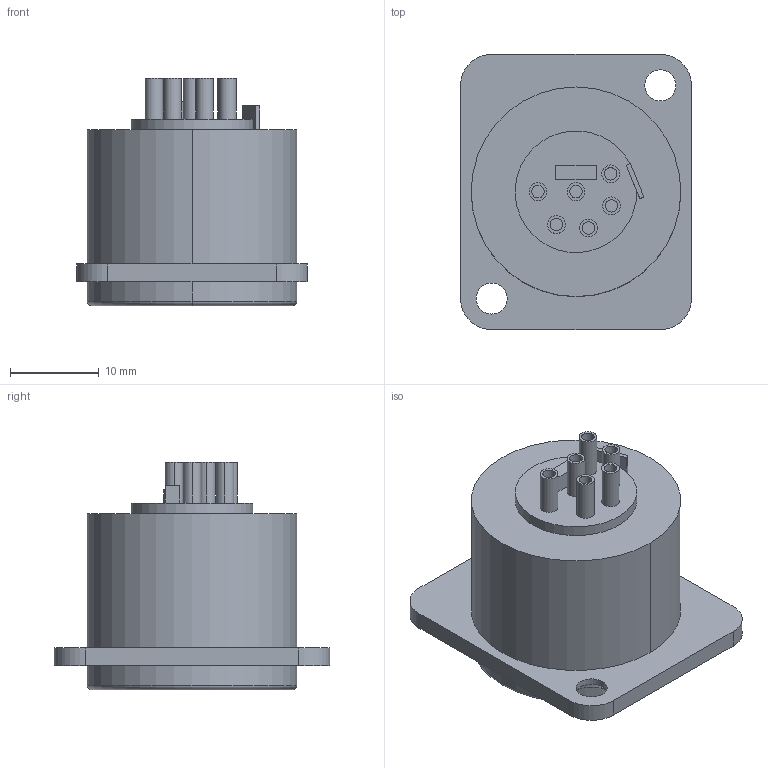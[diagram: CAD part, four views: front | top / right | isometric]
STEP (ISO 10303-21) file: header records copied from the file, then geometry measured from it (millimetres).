
FILE_DESCRIPTION((''),'2;1');
FILE_NAME('D-NC6MD-LX','2018-11-12T',('odo'),(''),'CREO PARAMETRIC BY PTC INC, 2017020','CREO PARAMETRIC BY PTC INC, 2017020','');
FILE_SCHEMA(('CONFIG_CONTROL_DESIGN'));
Length unit declared in the file: millimetre
Products named in the file (1): D-NC6MD-LX
Bounding box: 26 x 31 x 25.6 mm (x, y, z)
Volume: 6644.6 mm3; surface area: 4517 mm2
Topology: 1 solids, 1 shells, 109 faces, 234 edges, 150 vertices
Faces by surface type: cylinder 51, plane 38, bspline 12, cone 4, torus 4
Entity records: 3347 total; most frequent: CARTESIAN_POINT 841, DIRECTION 566, ORIENTED_EDGE 468, AXIS2_PLACEMENT_3D 236, EDGE_CURVE 234, VERTEX_POINT 150, CIRCLE 139, EDGE_LOOP 136
